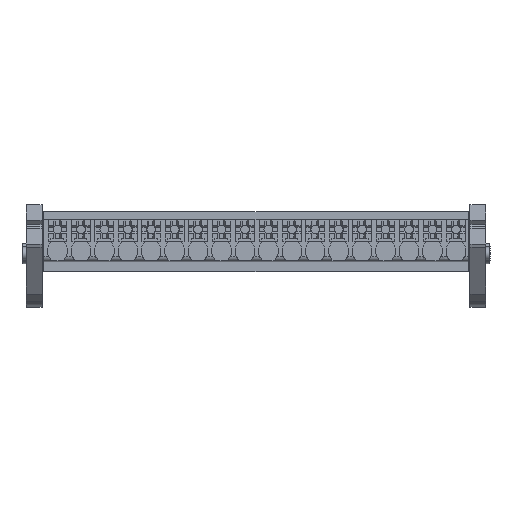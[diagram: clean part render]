
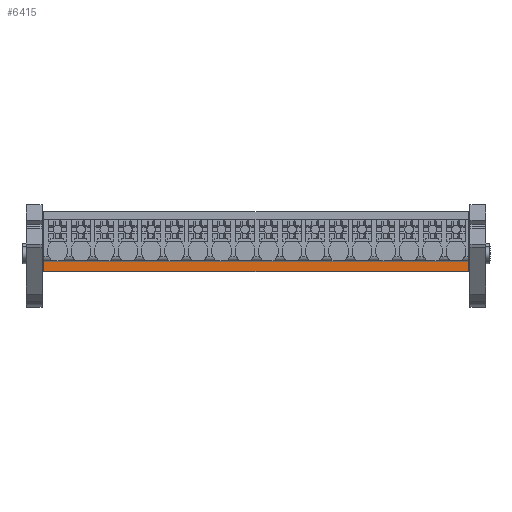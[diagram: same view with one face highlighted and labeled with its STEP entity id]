
A CAD part, top view. The second image highlights one B-rep face of the part: STEP entity #6415.
In plain terms, the highlighted planar face has unit normal (0, 0, 1).
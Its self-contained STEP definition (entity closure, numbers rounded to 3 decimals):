
#6395=AXIS2_PLACEMENT_3D('Plane Axis2P3D',#6392,#6393,#6394) ;
#105=CARTESIAN_POINT('Vertex',(3.25,5.297,20.4)) ;
#108=CARTESIAN_POINT('Line Origine',(3.25,6.06,20.4)) ;
#112=CARTESIAN_POINT('Vertex',(3.25,6.822,20.4)) ;
#5675=CARTESIAN_POINT('Vertex',(66.65,5.297,20.4)) ;
#5678=CARTESIAN_POINT('Line Origine',(34.95,5.297,20.4)) ;
#6392=CARTESIAN_POINT('Axis2P3D Location',(52.43,6.822,20.4)) ;
#6397=CARTESIAN_POINT('Line Origine',(66.65,6.059,20.4)) ;
#6401=CARTESIAN_POINT('Vertex',(66.65,6.822,20.4)) ;
#6404=CARTESIAN_POINT('Line Origine',(34.95,6.822,20.4)) ;
#109=DIRECTION('Vector Direction',(0.,1.,0.)) ;
#5679=DIRECTION('Vector Direction',(1.,0.,0.)) ;
#6393=DIRECTION('Axis2P3D Direction',(-0.,0.,1.)) ;
#6394=DIRECTION('Axis2P3D XDirection',(0.,-1.,0.)) ;
#6398=DIRECTION('Vector Direction',(0.,-1.,0.)) ;
#6405=DIRECTION('Vector Direction',(-1.,0.,0.)) ;
#110=VECTOR('Line Direction',#109,1.) ;
#5680=VECTOR('Line Direction',#5679,1.) ;
#6399=VECTOR('Line Direction',#6398,1.) ;
#6406=VECTOR('Line Direction',#6405,1.) ;
#6410=ORIENTED_EDGE('',*,*,#5682,.T.) ;
#6411=ORIENTED_EDGE('',*,*,#6403,.F.) ;
#6412=ORIENTED_EDGE('',*,*,#6408,.T.) ;
#6413=ORIENTED_EDGE('',*,*,#114,.T.) ;
#6415=ADVANCED_FACE('HOUSING',(#6414),#6396,.T.) ;
#114=EDGE_CURVE('',#113,#106,#111,.F.) ;
#5682=EDGE_CURVE('',#106,#5676,#5681,.T.) ;
#6403=EDGE_CURVE('',#6402,#5676,#6400,.T.) ;
#6408=EDGE_CURVE('',#6402,#113,#6407,.T.) ;
#6409=EDGE_LOOP('',(#6410,#6411,#6412,#6413)) ;
#6414=FACE_OUTER_BOUND('',#6409,.T.) ;
#111=LINE('Line',#108,#110) ;
#5681=LINE('Line',#5678,#5680) ;
#6400=LINE('Line',#6397,#6399) ;
#6407=LINE('Line',#6404,#6406) ;
#6396=PLANE('',#6395) ;
#106=VERTEX_POINT('',#105) ;
#113=VERTEX_POINT('',#112) ;
#5676=VERTEX_POINT('',#5675) ;
#6402=VERTEX_POINT('',#6401) ;
